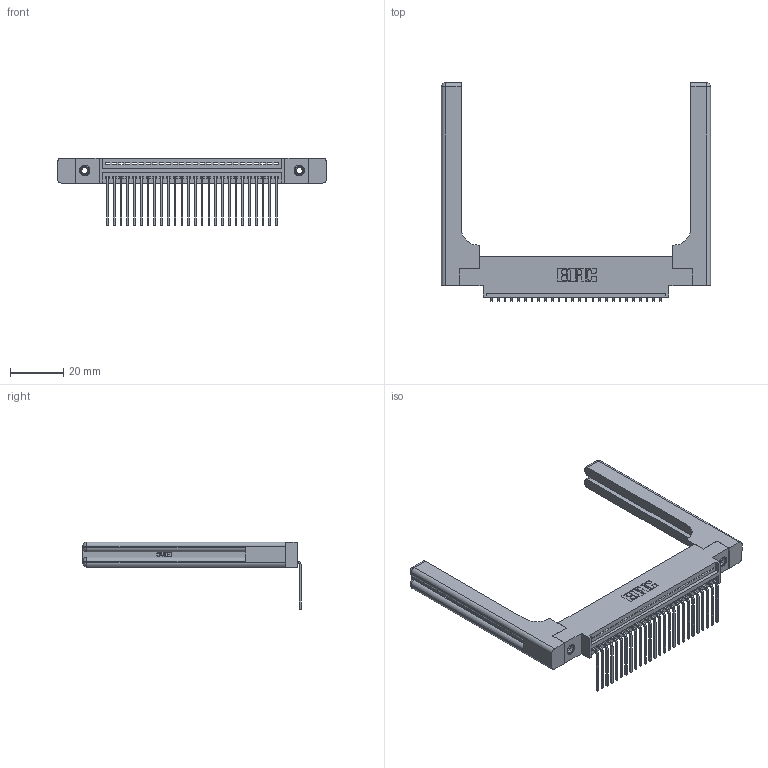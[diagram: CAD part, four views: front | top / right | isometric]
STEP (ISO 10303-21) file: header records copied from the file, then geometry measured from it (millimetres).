
FILE_DESCRIPTION (( 'STEP AP203' ), '1' );
FILE_NAME ('345-026-559-658.STEP', '2019-10-07T03:01:56', ( '' ), ( '' ), 'SwSTEP 2.0', 'SolidWorks 2016', '' );
FILE_SCHEMA (( 'CONFIG_CONTROL_DESIGN' ));
Length unit declared in the file: inch
Products named in the file (5): 345-220-058_345-220-058; 345 Part_0.170 Offset - 0.156 Dia-TH; 345-026-559-658; 345-250-001_345-250-001-102; 345-292-001_558 559 Tail - 1
Assembly tree (31 placements, depth 2):
  345-026-559-658
    345 Part_0.170 Offset - 0.156 Dia-TH
    345-292-001_558 559 Tail - 1  x26
    345-250-001_345-250-001-102  x2
    345-220-058_345-220-058  x2
Bounding box: 101.07 x 82.03 x 25.53 mm (x, y, z)
Volume: 17946.5 mm3; surface area: 18270.7 mm2
Topology: 31 solids, 31 shells, 1946 faces, 5751 edges, 3778 vertices
Faces by surface type: plane 1324, cylinder 562, bspline 36, cone 12, sphere 8, torus 4
Entity records: 27120 total; most frequent: CARTESIAN_POINT 5671, ORIENTED_EDGE 4428, DIRECTION 3922, EDGE_CURVE 2214, LINE 1886, VECTOR 1886, VERTEX_POINT 1466, AXIS2_PLACEMENT_3D 1018
